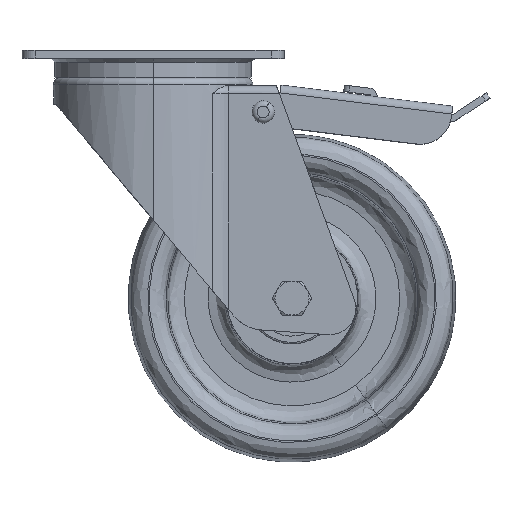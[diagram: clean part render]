
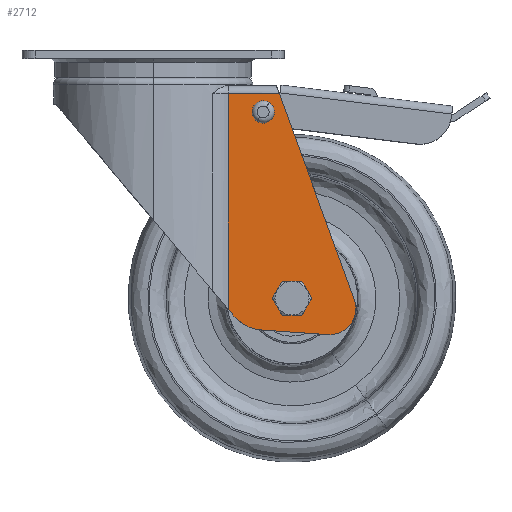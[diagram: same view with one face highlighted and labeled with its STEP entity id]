
A CAD part, top view. The second image highlights one B-rep face of the part: STEP entity #2712.
In plain terms, the highlighted planar face has unit normal (0, 0, 1).
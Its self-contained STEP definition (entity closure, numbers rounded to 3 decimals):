
#663 = AXIS2_PLACEMENT_3D ( 'NONE', #18858, #1145, #5530 ) ;
#756 = CARTESIAN_POINT ( 'NONE',  ( 48.9, -94.5, 28.5 ) ) ;
#838 = AXIS2_PLACEMENT_3D ( 'NONE', #18859, #18931, #3928 ) ;
#875 = DIRECTION ( 'NONE',  ( 1., 0., 0. ) ) ;
#1145 = DIRECTION ( 'NONE',  ( 0., 0., 1. ) ) ;
#1204 = CIRCLE ( 'NONE', #17468, 4.1 ) ;
#1475 = FACE_BOUND ( 'NONE', #4434, .T. ) ;
#2039 = EDGE_CURVE ( 'NONE', #14817, #9523, #6398, .T. ) ;
#2065 = ORIENTED_EDGE ( 'NONE', *, *, #12327, .F. ) ;
#2214 = EDGE_CURVE ( 'NONE', #7367, #7708, #13559, .T. ) ;
#2221 = ORIENTED_EDGE ( 'NONE', *, *, #3409, .F. ) ;
#2260 = DIRECTION ( 'NONE',  ( 0.342, -0.94, 0. ) ) ;
#2392 = FACE_OUTER_BOUND ( 'NONE', #10797, .T. ) ;
#2436 = EDGE_CURVE ( 'NONE', #19088, #15168, #7520, .T. ) ;
#2458 = VECTOR ( 'NONE', #2260, 1000. ) ;
#2712 = ADVANCED_FACE ( 'NONE', ( #1475, #3788, #2392 ), #6351, .T. ) ;
#2969 = DIRECTION ( 'NONE',  ( 1., 0., 0. ) ) ;
#3059 = DIRECTION ( 'NONE',  ( -1., 0., 0. ) ) ;
#3109 = DIRECTION ( 'NONE',  ( 0., 0., 1. ) ) ;
#3124 = CARTESIAN_POINT ( 'NONE',  ( 28.666, -16.5, 28.5 ) ) ;
#3298 = VERTEX_POINT ( 'NONE', #756 ) ;
#3409 = EDGE_CURVE ( 'NONE', #3298, #13760, #6702, .T. ) ;
#3509 = CARTESIAN_POINT ( 'NONE',  ( 7.348, -104.28, 28.5 ) ) ;
#3635 = DIRECTION ( 'NONE',  ( -0.998, 0.07, 0. ) ) ;
#3788 = FACE_BOUND ( 'NONE', #9747, .T. ) ;
#3928 = DIRECTION ( 'NONE',  ( 1., 0., 0. ) ) ;
#4107 = CARTESIAN_POINT ( 'NONE',  ( 48.151, -16.5, 28.5 ) ) ;
#4174 = EDGE_CURVE ( 'NONE', #6204, #9523, #15013, .T. ) ;
#4434 = EDGE_LOOP ( 'NONE', ( #15828, #7918 ) ) ;
#4649 = CARTESIAN_POINT ( 'NONE',  ( 66.639, -108.426, 28.5 ) ) ;
#4875 = EDGE_CURVE ( 'NONE', #14817, #7809, #15184, .T. ) ;
#5451 = CARTESIAN_POINT ( 'NONE',  ( 57.1, -94.5, 28.5 ) ) ;
#5530 = DIRECTION ( 'NONE',  ( 1., 0., 0. ) ) ;
#5763 = EDGE_CURVE ( 'NONE', #6204, #7708, #11132, .T. ) ;
#6204 = VERTEX_POINT ( 'NONE', #4649 ) ;
#6351 = PLANE ( 'NONE',  #17337 ) ;
#6398 = LINE ( 'NONE', #11376, #2458 ) ;
#6702 = CIRCLE ( 'NONE', #838, 4.1 ) ;
#6733 = DIRECTION ( 'NONE',  ( 0., 0., 1. ) ) ;
#6890 = CARTESIAN_POINT ( 'NONE',  ( 53., -94.5, 28.5 ) ) ;
#7367 = VERTEX_POINT ( 'NONE', #15468 ) ;
#7475 = LINE ( 'NONE', #13843, #15822 ) ;
#7520 = CIRCLE ( 'NONE', #12683, 2.5 ) ;
#7708 = VERTEX_POINT ( 'NONE', #16254 ) ;
#7809 = VERTEX_POINT ( 'NONE', #11961 ) ;
#7814 = VECTOR ( 'NONE', #17930, 1000. ) ;
#7918 = ORIENTED_EDGE ( 'NONE', *, *, #2436, .F. ) ;
#8628 = DIRECTION ( 'NONE',  ( 0., 0., 1. ) ) ;
#9439 = CARTESIAN_POINT ( 'NONE',  ( 0., -209.365, 28.5 ) ) ;
#9523 = VERTEX_POINT ( 'NONE', #14126 ) ;
#9747 = EDGE_LOOP ( 'NONE', ( #13281, #2221 ) ) ;
#9905 = CARTESIAN_POINT ( 'NONE',  ( 67.336, -98.45, 28.5 ) ) ;
#10403 = DIRECTION ( 'NONE',  ( 1., 0., 0. ) ) ;
#10797 = EDGE_LOOP ( 'NONE', ( #12619, #18926, #16458, #2065, #16597, #17394, #13413 ) ) ;
#10816 = LINE ( 'NONE', #11744, #7814 ) ;
#10852 = EDGE_CURVE ( 'NONE', #7809, #12844, #10816, .T. ) ;
#11132 = LINE ( 'NONE', #3509, #16265 ) ;
#11224 = VECTOR ( 'NONE', #3059, 1000. ) ;
#11376 = CARTESIAN_POINT ( 'NONE',  ( 104.504, -171.329, 28.5 ) ) ;
#11744 = CARTESIAN_POINT ( 'NONE',  ( 28.666, -94.549, 28.5 ) ) ;
#11961 = CARTESIAN_POINT ( 'NONE',  ( 28.666, -16.5, 28.5 ) ) ;
#12327 = EDGE_CURVE ( 'NONE', #7367, #12844, #7475, .T. ) ;
#12615 = DIRECTION ( 'NONE',  ( 0., 0., 1. ) ) ;
#12619 = ORIENTED_EDGE ( 'NONE', *, *, #2039, .F. ) ;
#12683 = AXIS2_PLACEMENT_3D ( 'NONE', #14596, #8628, #2969 ) ;
#12844 = VERTEX_POINT ( 'NONE', #17007 ) ;
#13281 = ORIENTED_EDGE ( 'NONE', *, *, #17623, .F. ) ;
#13413 = ORIENTED_EDGE ( 'NONE', *, *, #4174, .T. ) ;
#13491 = EDGE_CURVE ( 'NONE', #15168, #19088, #15215, .T. ) ;
#13559 = CIRCLE ( 'NONE', #663, 15. ) ;
#13760 = VERTEX_POINT ( 'NONE', #5451 ) ;
#13843 = CARTESIAN_POINT ( 'NONE',  ( 71.285, -149.549, 28.5 ) ) ;
#13895 = DIRECTION ( 'NONE',  ( -0.643, 0.766, 0. ) ) ;
#14126 = CARTESIAN_POINT ( 'NONE',  ( 76.733, -95.03, 28.5 ) ) ;
#14596 = CARTESIAN_POINT ( 'NONE',  ( 42., -23.5, 28.5 ) ) ;
#14751 = CARTESIAN_POINT ( 'NONE',  ( 42., -23.5, 28.5 ) ) ;
#14817 = VERTEX_POINT ( 'NONE', #4107 ) ;
#15013 = CIRCLE ( 'NONE', #17893, 10. ) ;
#15168 = VERTEX_POINT ( 'NONE', #18755 ) ;
#15184 = LINE ( 'NONE', #3124, #11224 ) ;
#15215 = CIRCLE ( 'NONE', #16656, 2.5 ) ;
#15468 = CARTESIAN_POINT ( 'NONE',  ( 30.825, -101.33, 28.5 ) ) ;
#15822 = VECTOR ( 'NONE', #13895, 1000. ) ;
#15828 = ORIENTED_EDGE ( 'NONE', *, *, #13491, .F. ) ;
#15977 = CARTESIAN_POINT ( 'NONE',  ( 39.5, -23.5, 28.5 ) ) ;
#16254 = CARTESIAN_POINT ( 'NONE',  ( 41.269, -106.652, 28.5 ) ) ;
#16265 = VECTOR ( 'NONE', #3635, 1000. ) ;
#16458 = ORIENTED_EDGE ( 'NONE', *, *, #10852, .T. ) ;
#16597 = ORIENTED_EDGE ( 'NONE', *, *, #2214, .T. ) ;
#16656 = AXIS2_PLACEMENT_3D ( 'NONE', #14751, #3109, #10403 ) ;
#17007 = CARTESIAN_POINT ( 'NONE',  ( 28.666, -98.758, 28.5 ) ) ;
#17300 = DIRECTION ( 'NONE',  ( 0., 0., 1. ) ) ;
#17337 = AXIS2_PLACEMENT_3D ( 'NONE', #9439, #12615, #18489 ) ;
#17394 = ORIENTED_EDGE ( 'NONE', *, *, #5763, .F. ) ;
#17468 = AXIS2_PLACEMENT_3D ( 'NONE', #6890, #17300, #18798 ) ;
#17623 = EDGE_CURVE ( 'NONE', #13760, #3298, #1204, .T. ) ;
#17893 = AXIS2_PLACEMENT_3D ( 'NONE', #9905, #6733, #875 ) ;
#17930 = DIRECTION ( 'NONE',  ( 0., -1., 0. ) ) ;
#18489 = DIRECTION ( 'NONE',  ( 1., 0., 0. ) ) ;
#18755 = CARTESIAN_POINT ( 'NONE',  ( 44.5, -23.5, 28.5 ) ) ;
#18798 = DIRECTION ( 'NONE',  ( 1., 0., 0. ) ) ;
#18858 = CARTESIAN_POINT ( 'NONE',  ( 42.315, -91.688, 28.5 ) ) ;
#18859 = CARTESIAN_POINT ( 'NONE',  ( 53., -94.5, 28.5 ) ) ;
#18926 = ORIENTED_EDGE ( 'NONE', *, *, #4875, .T. ) ;
#18931 = DIRECTION ( 'NONE',  ( 0., 0., 1. ) ) ;
#19088 = VERTEX_POINT ( 'NONE', #15977 ) ;
